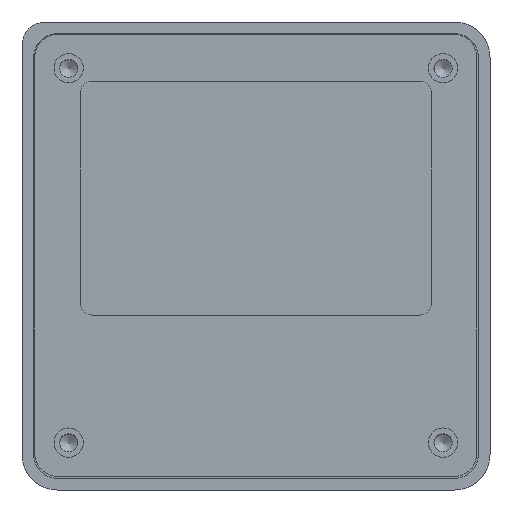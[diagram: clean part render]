
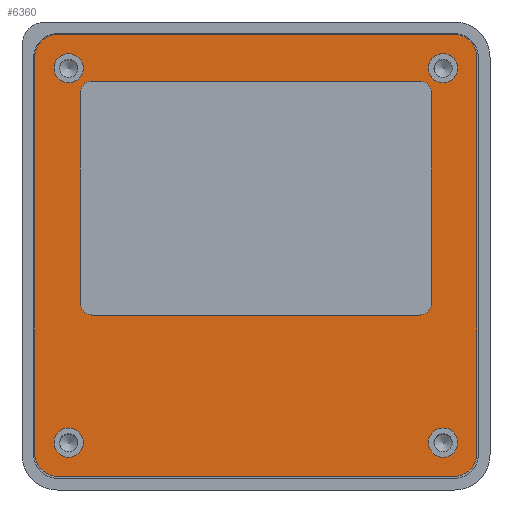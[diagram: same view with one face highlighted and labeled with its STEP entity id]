
A CAD part, front view. The second image highlights one B-rep face of the part: STEP entity #6360.
In plain terms, the highlighted planar face has unit normal (0, -1, 0).
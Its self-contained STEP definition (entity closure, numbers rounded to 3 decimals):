
#146=FACE_BOUND('',#1247,.T.);
#147=FACE_BOUND('',#1248,.T.);
#148=FACE_BOUND('',#1249,.T.);
#149=FACE_BOUND('',#1250,.T.);
#150=FACE_BOUND('',#1251,.T.);
#531=PLANE('',#6911);
#786=FACE_OUTER_BOUND('',#1246,.T.);
#1246=EDGE_LOOP('',(#5320,#5321,#5322,#5323,#5324,#5325,#5326,#5327));
#1247=EDGE_LOOP('',(#5328,#5329,#5330,#5331,#5332,#5333,#5334,#5335));
#1248=EDGE_LOOP('',(#5336));
#1249=EDGE_LOOP('',(#5337));
#1250=EDGE_LOOP('',(#5338));
#1251=EDGE_LOOP('',(#5339));
#1961=LINE('',#10083,#2381);
#1965=LINE('',#10095,#2385);
#1969=LINE('',#10107,#2389);
#1973=LINE('',#10118,#2393);
#1977=LINE('',#10248,#2397);
#1980=LINE('',#10254,#2400);
#1981=LINE('',#10258,#2401);
#1982=LINE('',#10262,#2402);
#2381=VECTOR('',#8180,28.);
#2385=VECTOR('',#8192,18.);
#2389=VECTOR('',#8204,28.);
#2393=VECTOR('',#8216,18.);
#2397=VECTOR('',#8382,33.8);
#2400=VECTOR('',#8387,33.8);
#2401=VECTOR('',#8390,33.8);
#2402=VECTOR('',#8393,33.8);
#2642=CIRCLE('',#6815,1.);
#2644=CIRCLE('',#6819,1.);
#2646=CIRCLE('',#6823,1.);
#2648=CIRCLE('',#6827,1.);
#2652=CIRCLE('',#6835,1.25);
#2656=CIRCLE('',#6842,1.25);
#2660=CIRCLE('',#6849,1.25);
#2664=CIRCLE('',#6856,1.25);
#2691=CIRCLE('',#6909,2.);
#2692=CIRCLE('',#6912,2.);
#2693=CIRCLE('',#6913,2.);
#2694=CIRCLE('',#6914,2.);
#3196=VERTEX_POINT('',#10073);
#3197=VERTEX_POINT('',#10074);
#3200=VERTEX_POINT('',#10082);
#3202=VERTEX_POINT('',#10088);
#3204=VERTEX_POINT('',#10094);
#3206=VERTEX_POINT('',#10100);
#3208=VERTEX_POINT('',#10106);
#3210=VERTEX_POINT('',#10112);
#3214=VERTEX_POINT('',#10127);
#3218=VERTEX_POINT('',#10138);
#3222=VERTEX_POINT('',#10149);
#3226=VERTEX_POINT('',#10160);
#3254=VERTEX_POINT('',#10241);
#3255=VERTEX_POINT('',#10243);
#3256=VERTEX_POINT('',#10247);
#3258=VERTEX_POINT('',#10253);
#3259=VERTEX_POINT('',#10255);
#3260=VERTEX_POINT('',#10257);
#3261=VERTEX_POINT('',#10259);
#3262=VERTEX_POINT('',#10261);
#3955=EDGE_CURVE('',#3196,#3197,#2642,.T.);
#3959=EDGE_CURVE('',#3200,#3196,#1961,.T.);
#3962=EDGE_CURVE('',#3202,#3200,#2644,.T.);
#3965=EDGE_CURVE('',#3204,#3202,#1965,.T.);
#3968=EDGE_CURVE('',#3206,#3204,#2646,.T.);
#3971=EDGE_CURVE('',#3208,#3206,#1969,.T.);
#3974=EDGE_CURVE('',#3210,#3208,#2648,.T.);
#3977=EDGE_CURVE('',#3197,#3210,#1973,.T.);
#3981=EDGE_CURVE('',#3214,#3214,#2652,.T.);
#3985=EDGE_CURVE('',#3218,#3218,#2656,.T.);
#3989=EDGE_CURVE('',#3222,#3222,#2660,.T.);
#3993=EDGE_CURVE('',#3226,#3226,#2664,.T.);
#4021=EDGE_CURVE('',#3254,#3255,#2691,.T.);
#4023=EDGE_CURVE('',#3256,#3255,#1977,.T.);
#4026=EDGE_CURVE('',#3254,#3258,#1980,.T.);
#4027=EDGE_CURVE('',#3259,#3258,#2692,.T.);
#4028=EDGE_CURVE('',#3259,#3260,#1981,.T.);
#4029=EDGE_CURVE('',#3261,#3260,#2693,.T.);
#4030=EDGE_CURVE('',#3261,#3262,#1982,.T.);
#4031=EDGE_CURVE('',#3256,#3262,#2694,.T.);
#5320=ORIENTED_EDGE('',*,*,#4021,.F.);
#5321=ORIENTED_EDGE('',*,*,#4026,.T.);
#5322=ORIENTED_EDGE('',*,*,#4027,.F.);
#5323=ORIENTED_EDGE('',*,*,#4028,.T.);
#5324=ORIENTED_EDGE('',*,*,#4029,.F.);
#5325=ORIENTED_EDGE('',*,*,#4030,.T.);
#5326=ORIENTED_EDGE('',*,*,#4031,.F.);
#5327=ORIENTED_EDGE('',*,*,#4023,.T.);
#5328=ORIENTED_EDGE('',*,*,#3955,.T.);
#5329=ORIENTED_EDGE('',*,*,#3977,.T.);
#5330=ORIENTED_EDGE('',*,*,#3974,.T.);
#5331=ORIENTED_EDGE('',*,*,#3971,.T.);
#5332=ORIENTED_EDGE('',*,*,#3968,.T.);
#5333=ORIENTED_EDGE('',*,*,#3965,.T.);
#5334=ORIENTED_EDGE('',*,*,#3962,.T.);
#5335=ORIENTED_EDGE('',*,*,#3959,.T.);
#5336=ORIENTED_EDGE('',*,*,#3981,.T.);
#5337=ORIENTED_EDGE('',*,*,#3985,.T.);
#5338=ORIENTED_EDGE('',*,*,#3989,.T.);
#5339=ORIENTED_EDGE('',*,*,#3993,.T.);
#6360=ADVANCED_FACE('',(#786,#146,#147,#148,#149,#150),#531,.F.);
#6815=AXIS2_PLACEMENT_3D('',#10075,#8172,#8173);
#6819=AXIS2_PLACEMENT_3D('',#10089,#8185,#8186);
#6823=AXIS2_PLACEMENT_3D('',#10101,#8197,#8198);
#6827=AXIS2_PLACEMENT_3D('',#10113,#8209,#8210);
#6835=AXIS2_PLACEMENT_3D('',#10128,#8228,#8229);
#6842=AXIS2_PLACEMENT_3D('',#10139,#8242,#8243);
#6849=AXIS2_PLACEMENT_3D('',#10150,#8256,#8257);
#6856=AXIS2_PLACEMENT_3D('',#10161,#8270,#8271);
#6909=AXIS2_PLACEMENT_3D('',#10244,#8377,#8378);
#6911=AXIS2_PLACEMENT_3D('',#10252,#8385,#8386);
#6912=AXIS2_PLACEMENT_3D('',#10256,#8388,#8389);
#6913=AXIS2_PLACEMENT_3D('',#10260,#8391,#8392);
#6914=AXIS2_PLACEMENT_3D('',#10263,#8394,#8395);
#8172=DIRECTION('center_axis',(0.,1.,0.));
#8173=DIRECTION('ref_axis',(1.,0.,0.));
#8180=DIRECTION('',(1.,0.,0.));
#8185=DIRECTION('center_axis',(0.,1.,0.));
#8186=DIRECTION('ref_axis',(0.,0.,1.));
#8192=DIRECTION('',(0.,0.,1.));
#8197=DIRECTION('center_axis',(0.,1.,0.));
#8198=DIRECTION('ref_axis',(-1.,0.,0.));
#8204=DIRECTION('',(-1.,0.,0.));
#8209=DIRECTION('center_axis',(0.,1.,0.));
#8210=DIRECTION('ref_axis',(0.,0.,-1.));
#8216=DIRECTION('',(0.,0.,-1.));
#8228=DIRECTION('center_axis',(0.,1.,0.));
#8229=DIRECTION('ref_axis',(1.,0.,0.));
#8242=DIRECTION('center_axis',(0.,1.,0.));
#8243=DIRECTION('ref_axis',(1.,0.,0.));
#8256=DIRECTION('center_axis',(0.,1.,0.));
#8257=DIRECTION('ref_axis',(1.,0.,0.));
#8270=DIRECTION('center_axis',(0.,1.,0.));
#8271=DIRECTION('ref_axis',(1.,0.,0.));
#8377=DIRECTION('center_axis',(0.,1.,0.));
#8378=DIRECTION('ref_axis',(-0.707,0.,-0.707));
#8382=DIRECTION('',(0.,0.,-1.));
#8385=DIRECTION('center_axis',(0.,1.,0.));
#8386=DIRECTION('ref_axis',(0.,0.,1.));
#8387=DIRECTION('',(1.,0.,0.));
#8388=DIRECTION('center_axis',(0.,1.,0.));
#8389=DIRECTION('ref_axis',(0.707,0.,-0.707));
#8390=DIRECTION('',(0.,0.,1.));
#8391=DIRECTION('center_axis',(0.,1.,0.));
#8392=DIRECTION('ref_axis',(0.707,0.,0.707));
#8393=DIRECTION('',(-1.,0.,0.));
#8394=DIRECTION('center_axis',(0.,1.,0.));
#8395=DIRECTION('ref_axis',(-0.707,0.,0.707));
#10073=CARTESIAN_POINT('',(20.975,-50.,7.956));
#10074=CARTESIAN_POINT('',(21.975,-50.,6.956));
#10075=CARTESIAN_POINT('Origin',(20.975,-50.,6.956));
#10082=CARTESIAN_POINT('',(-7.025,-50.,7.956));
#10083=CARTESIAN_POINT('',(-0.025,-50.,7.956));
#10088=CARTESIAN_POINT('',(-8.025,-50.,6.956));
#10089=CARTESIAN_POINT('Origin',(-7.025,-50.,6.956));
#10094=CARTESIAN_POINT('',(-8.025,-50.,-11.044));
#10095=CARTESIAN_POINT('',(-8.025,-50.,-8.994));
#10100=CARTESIAN_POINT('',(-7.025,-50.,-12.044));
#10101=CARTESIAN_POINT('Origin',(-7.025,-50.,-11.044));
#10106=CARTESIAN_POINT('',(20.975,-50.,-12.044));
#10107=CARTESIAN_POINT('',(13.975,-50.,-12.044));
#10112=CARTESIAN_POINT('',(21.975,-50.,-11.044));
#10113=CARTESIAN_POINT('Origin',(20.975,-50.,-11.044));
#10118=CARTESIAN_POINT('',(21.975,-50.,0.006));
#10127=CARTESIAN_POINT('',(-7.775,-50.,9.056));
#10128=CARTESIAN_POINT('Origin',(-9.025,-50.,9.056));
#10138=CARTESIAN_POINT('',(24.225,-50.,9.056));
#10139=CARTESIAN_POINT('Origin',(22.975,-50.,9.056));
#10149=CARTESIAN_POINT('',(-7.775,-50.,-22.944));
#10150=CARTESIAN_POINT('Origin',(-9.025,-50.,-22.944));
#10160=CARTESIAN_POINT('',(24.225,-50.,-22.944));
#10161=CARTESIAN_POINT('Origin',(22.975,-50.,-22.944));
#10241=CARTESIAN_POINT('',(-9.925,-50.,-25.844));
#10243=CARTESIAN_POINT('',(-11.925,-50.,-23.844));
#10244=CARTESIAN_POINT('Origin',(-9.925,-50.,-23.844));
#10247=CARTESIAN_POINT('',(-11.925,-50.,9.956));
#10248=CARTESIAN_POINT('',(-11.925,-50.,11.956));
#10252=CARTESIAN_POINT('Origin',(6.975,-50.,-6.944));
#10253=CARTESIAN_POINT('',(23.875,-50.,-25.844));
#10254=CARTESIAN_POINT('',(-11.925,-50.,-25.844));
#10255=CARTESIAN_POINT('',(25.875,-50.,-23.844));
#10256=CARTESIAN_POINT('Origin',(23.875,-50.,-23.844));
#10257=CARTESIAN_POINT('',(25.875,-50.,9.956));
#10258=CARTESIAN_POINT('',(25.875,-50.,-25.844));
#10259=CARTESIAN_POINT('',(23.875,-50.,11.956));
#10260=CARTESIAN_POINT('Origin',(23.875,-50.,9.956));
#10261=CARTESIAN_POINT('',(-9.925,-50.,11.956));
#10262=CARTESIAN_POINT('',(25.875,-50.,11.956));
#10263=CARTESIAN_POINT('Origin',(-9.925,-50.,9.956));
